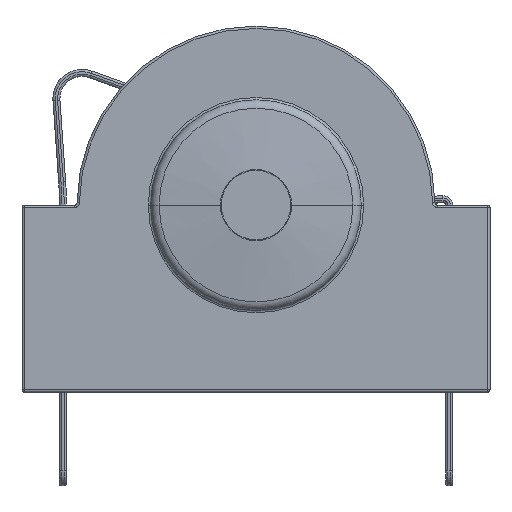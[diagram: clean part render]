
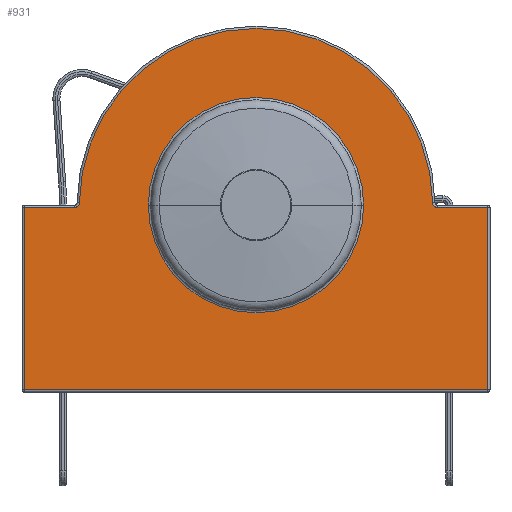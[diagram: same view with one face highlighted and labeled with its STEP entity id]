
A CAD part, left-side view. The second image highlights one B-rep face of the part: STEP entity #931.
In plain terms, the highlighted planar face has unit normal (-1, 0, 0).
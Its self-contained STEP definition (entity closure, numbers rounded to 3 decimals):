
#200 = VERTEX_POINT('',#201);
#201 = CARTESIAN_POINT('',(-4.,-12.725,8.));
#208 = EDGE_CURVE('',#200,#209,#211,.T.);
#209 = VERTEX_POINT('',#210);
#210 = CARTESIAN_POINT('',(-4.,-3.525,8.));
#211 = CIRCLE('',#212,4.6);
#212 = AXIS2_PLACEMENT_3D('',#213,#214,#215);
#213 = CARTESIAN_POINT('',(-4.,-8.125,8.));
#214 = DIRECTION('',(1.,0.,0.));
#215 = DIRECTION('',(0.,-1.,0.));
#931 = ADVANCED_FACE('',(#932,#942),#1011,.T.);
#932 = FACE_BOUND('',#933,.T.);
#933 = EDGE_LOOP('',(#934,#935));
#934 = ORIENTED_EDGE('',*,*,#208,.T.);
#935 = ORIENTED_EDGE('',*,*,#936,.T.);
#936 = EDGE_CURVE('',#209,#200,#937,.T.);
#937 = CIRCLE('',#938,4.6);
#938 = AXIS2_PLACEMENT_3D('',#939,#940,#941);
#939 = CARTESIAN_POINT('',(-4.,-8.125,8.));
#940 = DIRECTION('',(1.,0.,0.));
#941 = DIRECTION('',(0.,-1.,0.));
#942 = FACE_BOUND('',#943,.T.);
#943 = EDGE_LOOP('',(#944,#955,#963,#971,#979,#987,#995,#1004));
#944 = ORIENTED_EDGE('',*,*,#945,.F.);
#945 = EDGE_CURVE('',#946,#948,#950,.T.);
#946 = VERTEX_POINT('',#947);
#947 = CARTESIAN_POINT('',(-4.,-0.376,7.9));
#948 = VERTEX_POINT('',#949);
#949 = CARTESIAN_POINT('',(-4.,-0.576,8.097));
#950 = CIRCLE('',#951,0.2);
#951 = AXIS2_PLACEMENT_3D('',#952,#953,#954);
#952 = CARTESIAN_POINT('',(-4.,-0.376,8.1));
#953 = DIRECTION('',(-1.,0.,0.));
#954 = DIRECTION('',(0.,-1.,0.));
#955 = ORIENTED_EDGE('',*,*,#956,.T.);
#956 = EDGE_CURVE('',#946,#957,#959,.T.);
#957 = VERTEX_POINT('',#958);
#958 = CARTESIAN_POINT('',(-4.,1.775,7.9));
#959 = LINE('',#960,#961);
#960 = CARTESIAN_POINT('',(-4.,-8.125,7.9));
#961 = VECTOR('',#962,1.);
#962 = DIRECTION('',(0.,1.,0.));
#963 = ORIENTED_EDGE('',*,*,#964,.T.);
#964 = EDGE_CURVE('',#957,#965,#967,.T.);
#965 = VERTEX_POINT('',#966);
#966 = CARTESIAN_POINT('',(-4.,1.775,0.1));
#967 = LINE('',#968,#969);
#968 = CARTESIAN_POINT('',(-4.,1.775,8.));
#969 = VECTOR('',#970,1.);
#970 = DIRECTION('',(0.,0.,-1.));
#971 = ORIENTED_EDGE('',*,*,#972,.T.);
#972 = EDGE_CURVE('',#965,#973,#975,.T.);
#973 = VERTEX_POINT('',#974);
#974 = CARTESIAN_POINT('',(-4.,-18.025,0.1));
#975 = LINE('',#976,#977);
#976 = CARTESIAN_POINT('',(-4.,-8.125,0.1));
#977 = VECTOR('',#978,1.);
#978 = DIRECTION('',(0.,-1.,0.));
#979 = ORIENTED_EDGE('',*,*,#980,.T.);
#980 = EDGE_CURVE('',#973,#981,#983,.T.);
#981 = VERTEX_POINT('',#982);
#982 = CARTESIAN_POINT('',(-4.,-18.025,7.9));
#983 = LINE('',#984,#985);
#984 = CARTESIAN_POINT('',(-4.,-18.025,8.));
#985 = VECTOR('',#986,1.);
#986 = DIRECTION('',(0.,0.,1.));
#987 = ORIENTED_EDGE('',*,*,#988,.T.);
#988 = EDGE_CURVE('',#981,#989,#991,.T.);
#989 = VERTEX_POINT('',#990);
#990 = CARTESIAN_POINT('',(-4.,-15.874,7.9));
#991 = LINE('',#992,#993);
#992 = CARTESIAN_POINT('',(-4.,-8.125,7.9));
#993 = VECTOR('',#994,1.);
#994 = DIRECTION('',(0.,1.,0.));
#995 = ORIENTED_EDGE('',*,*,#996,.F.);
#996 = EDGE_CURVE('',#997,#989,#999,.T.);
#997 = VERTEX_POINT('',#998);
#998 = CARTESIAN_POINT('',(-4.,-15.674,8.097));
#999 = CIRCLE('',#1000,0.2);
#1000 = AXIS2_PLACEMENT_3D('',#1001,#1002,#1003);
#1001 = CARTESIAN_POINT('',(-4.,-15.874,8.1));
#1002 = DIRECTION('',(-1.,0.,0.));
#1003 = DIRECTION('',(0.,-1.,0.));
#1004 = ORIENTED_EDGE('',*,*,#1005,.T.);
#1005 = EDGE_CURVE('',#997,#948,#1006,.T.);
#1006 = CIRCLE('',#1007,7.55);
#1007 = AXIS2_PLACEMENT_3D('',#1008,#1009,#1010);
#1008 = CARTESIAN_POINT('',(-4.,-8.125,8.));
#1009 = DIRECTION('',(-1.,0.,0.));
#1010 = DIRECTION('',(0.,-1.,0.));
#1011 = PLANE('',#1012);
#1012 = AXIS2_PLACEMENT_3D('',#1013,#1014,#1015);
#1013 = CARTESIAN_POINT('',(-4.,-8.125,8.));
#1014 = DIRECTION('',(-1.,0.,0.));
#1015 = DIRECTION('',(0.,-1.,0.));
